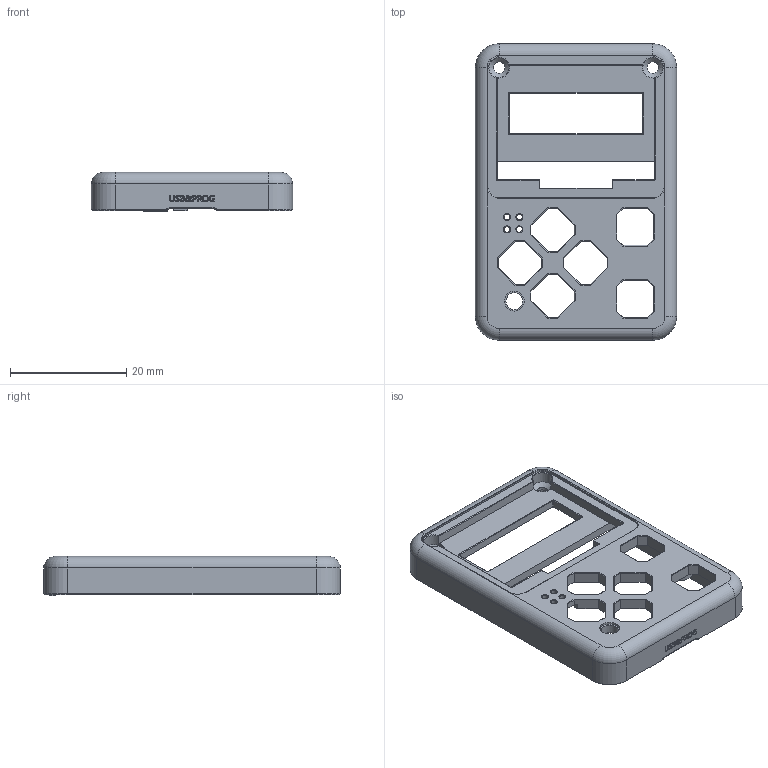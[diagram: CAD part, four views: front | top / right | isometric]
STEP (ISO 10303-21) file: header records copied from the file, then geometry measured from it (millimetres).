
FILE_DESCRIPTION(/* description */ (''),/* implementation_level */ '2;1');
FILE_NAME(/* name */ 'Up.stp',/* time_stamp */ '2022-07-18T23:07:42+08:00',/* author */ (''),/* organization */ (''),/* preprocessor_version */ 'ST-DEVELOPER v16',/* originating_system */ 'SIEMENS PLM Software NX 11.0',/* authorisation */ '');
FILE_SCHEMA (('AUTOMOTIVE_DESIGN { 1 0 10303 214 3 1 1 1 }'));
Length unit declared in the file: millimetre
Products named in the file (1): suyu16ACD9617rps
Bounding box: 34.58 x 50.94 x 6.75 mm (x, y, z)
Volume: 3488.8 mm3; surface area: 4674.3 mm2
Topology: 1 solids, 1 shells, 420 faces, 1097 edges, 692 vertices
Faces by surface type: plane 182, cylinder 119, extrusion 76, torus 27, cone 14, sphere 2
Full cylindrical faces by diameter (mm): 1 x4, 1.4 x2, 2 x2, 2.9 x1, 3.4 x3
Entity records: 13582 total; most frequent: CARTESIAN_POINT 3692, ORIENTED_EDGE 2108, DIRECTION 1816, EDGE_CURVE 1054, VERTEX_POINT 679, VECTOR 666, LINE 590, AXIS2_PLACEMENT_3D 575
